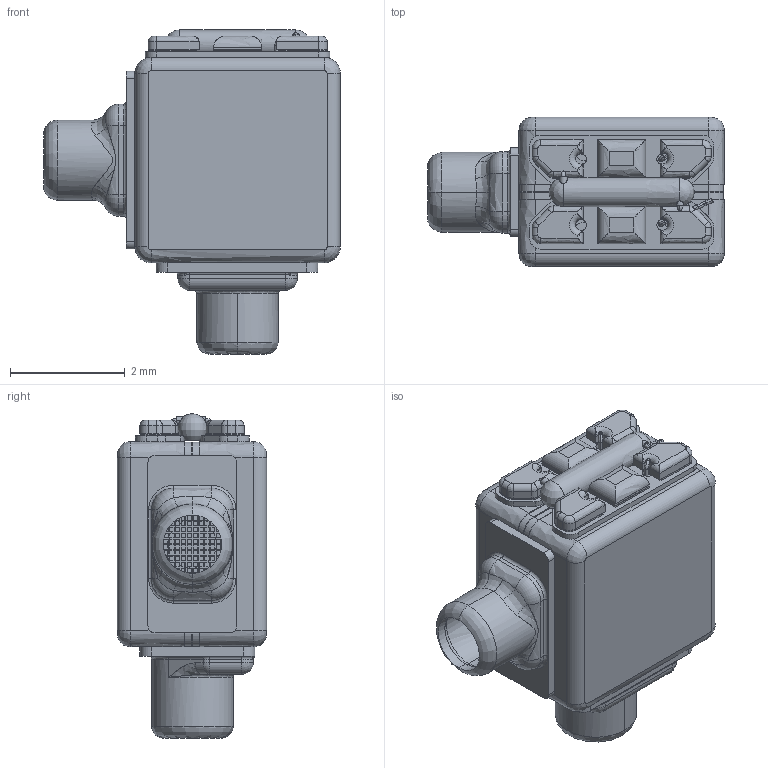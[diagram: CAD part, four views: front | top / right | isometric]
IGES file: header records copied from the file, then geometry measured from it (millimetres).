
Start section:  PTC IGES file: tp-24617-000_sw.igs
Global section: file name: tp-24617-000_sw.igs; native system: Pro/ENGINEER by Parametric Technology Corporation; preprocessor: 2005070; author: MMason; organization: Unknown; date: 050729.155806; units: inch
Bounding box: 5.17 x 2.6 x 5.66 mm (x, y, z)
Surface area: 207.5 mm2 (no closed solid volume)
Topology: 0 solids, 0 shells, 1029 faces, 5640 edges, 5636 vertices
Faces by surface type: bspline 709, revolution 320
